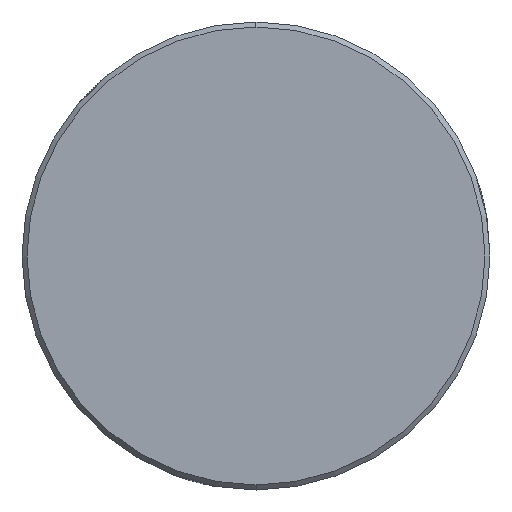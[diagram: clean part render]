
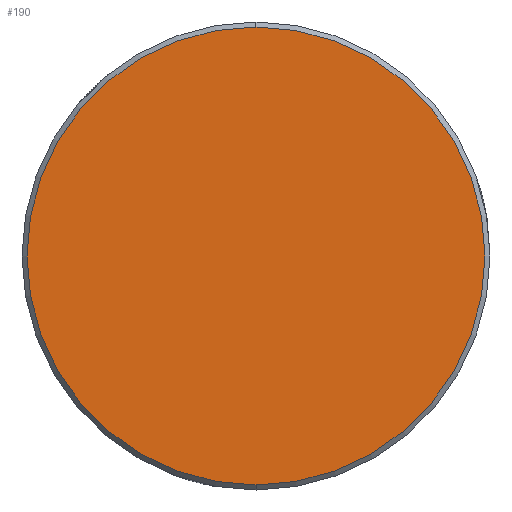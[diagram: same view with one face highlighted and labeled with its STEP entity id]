
A CAD part, left-side view. The second image highlights one B-rep face of the part: STEP entity #190.
In plain terms, the highlighted planar face has unit normal (-1, 0, 0).
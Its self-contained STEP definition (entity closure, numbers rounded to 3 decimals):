
#16 = ORIENTED_EDGE ( 'NONE', *, *, #551, .T. ) ;
#53 = DIRECTION ( 'NONE',  ( -1., 0., 0. ) ) ;
#88 = ORIENTED_EDGE ( 'NONE', *, *, #613, .T. ) ;
#103 = CIRCLE ( 'NONE', #414, 13.7 ) ;
#156 = DIRECTION ( 'NONE',  ( 0., 0., 1. ) ) ;
#190 = ADVANCED_FACE ( 'NONE', ( #907 ), #938, .T. ) ;
#269 = AXIS2_PLACEMENT_3D ( 'NONE', #350, #1060, #335 ) ;
#273 = EDGE_LOOP ( 'NONE', ( #88, #16 ) ) ;
#300 = AXIS2_PLACEMENT_3D ( 'NONE', #577, #53, #156 ) ;
#335 = DIRECTION ( 'NONE',  ( 0., 0., -1. ) ) ;
#350 = CARTESIAN_POINT ( 'NONE',  ( -40.9, 0., 0. ) ) ;
#414 = AXIS2_PLACEMENT_3D ( 'NONE', #1049, #779, #523 ) ;
#523 = DIRECTION ( 'NONE',  ( 0., 0., -1. ) ) ;
#551 = EDGE_CURVE ( 'NONE', #1138, #1115, #103, .T. ) ;
#577 = CARTESIAN_POINT ( 'NONE',  ( -40.9, -13.864, -13.864 ) ) ;
#613 = EDGE_CURVE ( 'NONE', #1115, #1138, #721, .T. ) ;
#721 = CIRCLE ( 'NONE', #269, 13.7 ) ;
#779 = DIRECTION ( 'NONE',  ( -1., 0., 0. ) ) ;
#907 = FACE_OUTER_BOUND ( 'NONE', #273, .T. ) ;
#937 = CARTESIAN_POINT ( 'NONE',  ( -40.9, 0., 13.7 ) ) ;
#938 = PLANE ( 'NONE',  #300 ) ;
#1049 = CARTESIAN_POINT ( 'NONE',  ( -40.9, 0., 0. ) ) ;
#1060 = DIRECTION ( 'NONE',  ( -1., 0., 0. ) ) ;
#1115 = VERTEX_POINT ( 'NONE', #1122 ) ;
#1122 = CARTESIAN_POINT ( 'NONE',  ( -40.9, 0., -13.7 ) ) ;
#1138 = VERTEX_POINT ( 'NONE', #937 ) ;
